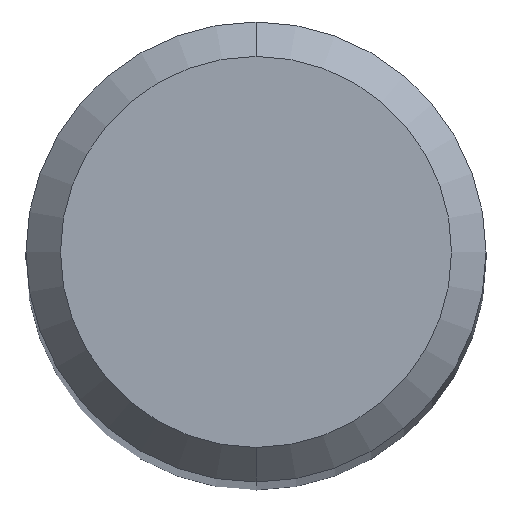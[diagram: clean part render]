
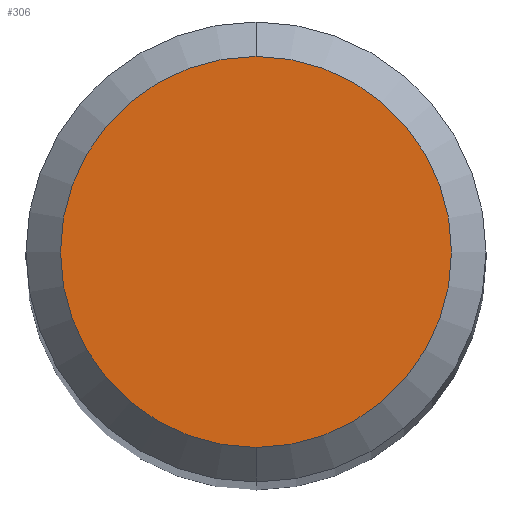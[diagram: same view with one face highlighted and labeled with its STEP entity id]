
A CAD part, top view. The second image highlights one B-rep face of the part: STEP entity #306.
In plain terms, the highlighted planar face has unit normal (0, 0, 1).
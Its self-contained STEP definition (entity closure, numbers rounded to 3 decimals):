
#224=EDGE_CURVE('',#318,#484,#560,.T.);
#306=ADVANCED_FACE('',(#653),#654,.T.);
#318=VERTEX_POINT('',#670);
#334=EDGE_CURVE('',#484,#318,#690,.T.);
#484=VERTEX_POINT('',#851);
#560=CIRCLE('',#981,1.7);
#653=FACE_OUTER_BOUND('',#1152,.T.);
#654=PLANE('',#1153);
#670=CARTESIAN_POINT('',(0.0,1.7,0.0));
#690=CIRCLE('',#1209,1.7);
#851=CARTESIAN_POINT('',(0.,-1.7,0.0));
#981=AXIS2_PLACEMENT_3D('',#1594,#1595,#1596);
#1152=EDGE_LOOP('',(#1720,#1721));
#1153=AXIS2_PLACEMENT_3D('',#1722,#1723,#1724);
#1209=AXIS2_PLACEMENT_3D('',#1774,#1775,#1776);
#1594=CARTESIAN_POINT('',(0.0,0.0,0.0));
#1595=DIRECTION('',(0.0,0.0,-1.0));
#1596=DIRECTION('',(0.0,1.0,0.0));
#1720=ORIENTED_EDGE('',*,*,#224,.F.);
#1721=ORIENTED_EDGE('',*,*,#334,.F.);
#1722=CARTESIAN_POINT('',(0.0,0.85,0.0));
#1723=DIRECTION('',(-0.0,0.0,1.0));
#1724=DIRECTION('',(0.0,-1.0,0.0));
#1774=CARTESIAN_POINT('',(0.0,0.0,0.0));
#1775=DIRECTION('',(0.0,0.0,-1.0));
#1776=DIRECTION('',(0.0,1.0,0.0));
